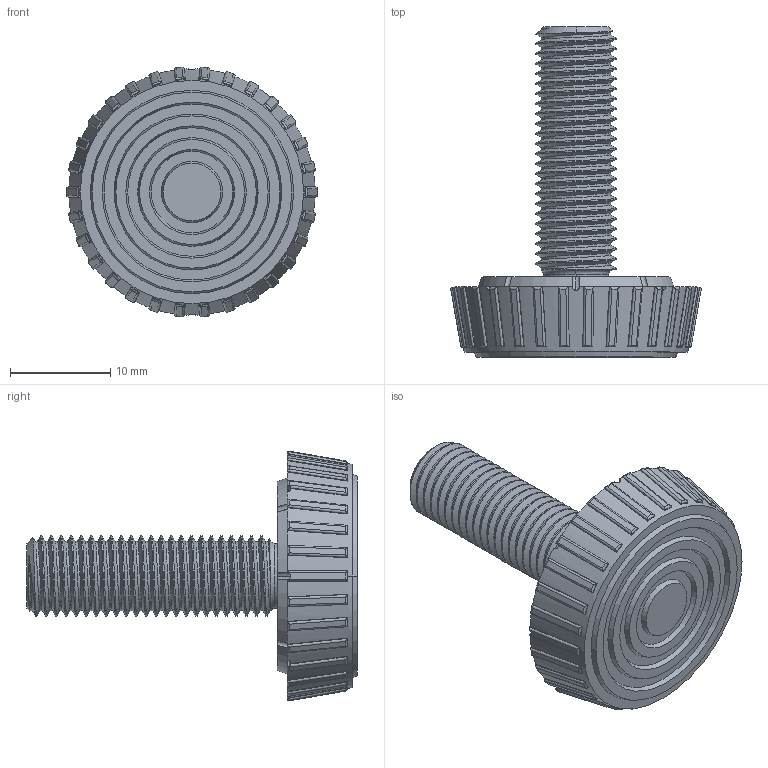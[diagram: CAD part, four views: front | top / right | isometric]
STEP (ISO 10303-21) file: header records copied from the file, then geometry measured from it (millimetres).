
FILE_DESCRIPTION (( 'STEP AP203' ), '1' );
FILE_NAME ('AL-25.M8.25 Îïîðà ðåãóëèðóåìàÿ D25 Ì8 25 ìì.STEP', '2024-04-22T06:47:27', ( '' ), ( '' ), 'SwSTEP 2.0', 'SolidWorks 2021', '' );
FILE_SCHEMA (( 'CONFIG_CONTROL_DESIGN' ));
Length unit declared in the file: millimetre
Products named in the file (1): AL-25.M8.25 Îïîðà ðåãóëèðóåìàÿ D25 Ì8 25 ìì
Bounding box: 25.02 x 33 x 24.96 mm (x, y, z)
Surface area: 2629.3 mm2 (no closed solid volume)
Topology: 0 solids, 2 shells, 382 faces, 1126 edges, 750 vertices
Faces by surface type: cylinder 176, plane 139, bspline 35, cone 28, torus 4
Entity records: 17214 total; most frequent: CARTESIAN_POINT 8120, ORIENTED_EDGE 2223, DIRECTION 1567, EDGE_CURVE 1126, VERTEX_POINT 750, AXIS2_PLACEMENT_3D 555, LINE 457, VECTOR 457
